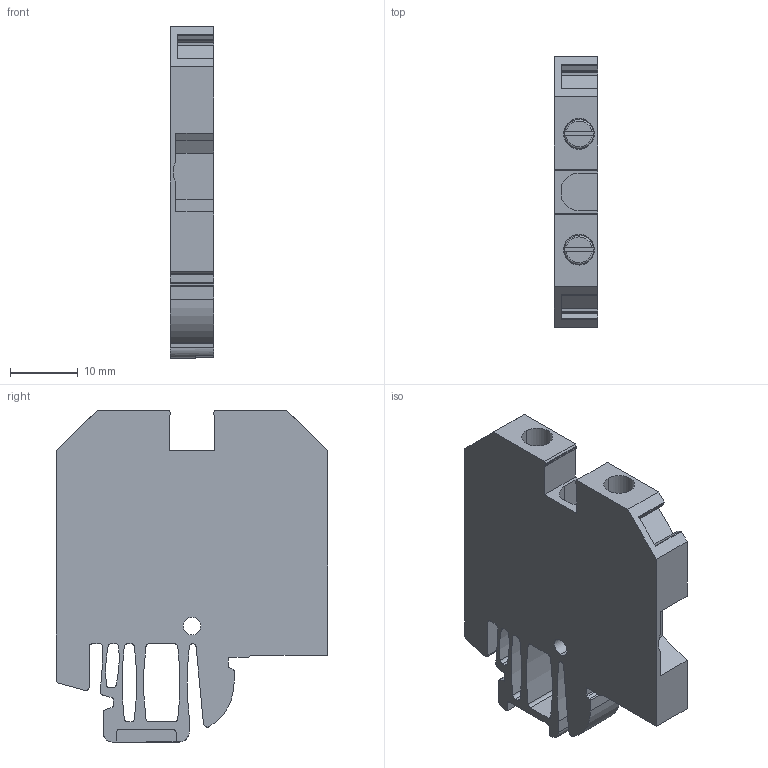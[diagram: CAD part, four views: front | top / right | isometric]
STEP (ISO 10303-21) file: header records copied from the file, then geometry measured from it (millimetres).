
FILE_DESCRIPTION(('CATIA V5 STEP Exchange','CAx-IF Rec.Pracs.--- Model Styling and Organization---1.5--- 2016-08-15','CAx-IF Rec.Pracs.---Supplemental Geometry---1.0---2011-11-01','CAx-IF Rec.Pracs.--- Composite Materials ---1.1---2010-07-15'),'2;1');
FILE_NAME ('001049-3_3', '2025-07-14T07:35:59+00:00', ('none'), ('Weidmueller'), 'CATIA Version 5-6 Release 2024 SP4', 'CATIA V5 STEP AP214 v3', 'none');
FILE_SCHEMA(('AUTOMOTIVE_DESIGN { 1 0 10303 214 1 1 1 1 }'));
Length unit declared in the file: millimetre
Products named in the file (1): 0128360000
Bounding box: 6.4 x 40 x 49 mm (x, y, z)
Volume: 8262.6 mm3; surface area: 5513.8 mm2
Topology: 1 solids, 1 shells, 182 faces, 521 edges, 347 vertices
Faces by surface type: plane 104, cylinder 63, torus 12, extrusion 3
Entity records: 5766 total; most frequent: CARTESIAN_POINT 1083, ORIENTED_EDGE 1042, DIRECTION 805, EDGE_CURVE 521, VECTOR 353, LINE 350, VERTEX_POINT 347, AXIS2_PLACEMENT_3D 306
